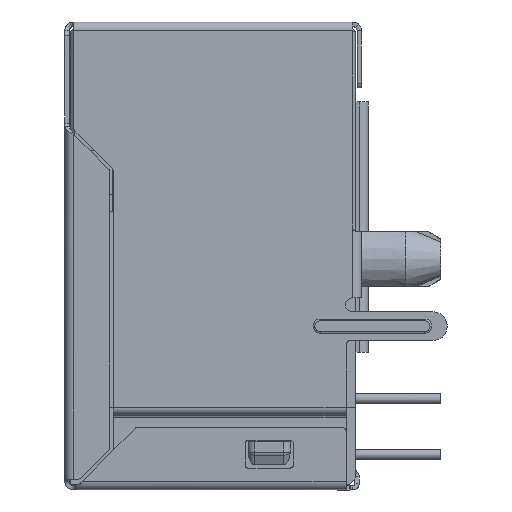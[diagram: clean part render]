
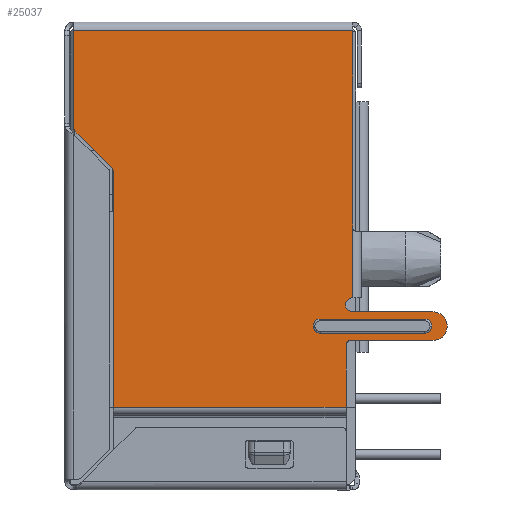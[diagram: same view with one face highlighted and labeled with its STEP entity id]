
A CAD part, left-side view. The second image highlights one B-rep face of the part: STEP entity #25037.
In plain terms, the highlighted planar face has unit normal (-1, 0, 0).
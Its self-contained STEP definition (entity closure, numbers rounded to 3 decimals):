
#830=FACE_BOUND('',#3376,.T.);
#1958=FACE_OUTER_BOUND('',#3375,.T.);
#3375=EDGE_LOOP('',(#21581,#21582,#21583,#21584,#21585,#21586,#21587,#21588,
#21589,#21590,#21591,#21592,#21593,#21594,#21595,#21596,#21597));
#3376=EDGE_LOOP('',(#21598,#21599,#21600,#21601));
#4141=CIRCLE('',#27213,0.2);
#4142=CIRCLE('',#27214,0.2);
#4143=CIRCLE('',#27215,0.2);
#4144=CIRCLE('',#27216,0.65);
#4145=CIRCLE('',#27217,0.325);
#4146=CIRCLE('',#27218,0.325);
#4147=CIRCLE('',#27219,0.325);
#6669=LINE('',#42001,#9461);
#6673=LINE('',#42010,#9465);
#6674=LINE('',#42013,#9466);
#6677=LINE('',#42022,#9469);
#6678=LINE('',#42026,#9470);
#6679=LINE('',#42028,#9471);
#6680=LINE('',#42030,#9472);
#6681=LINE('',#42034,#9473);
#6682=LINE('',#42038,#9474);
#6683=LINE('',#42041,#9475);
#6684=LINE('',#42043,#9476);
#6685=LINE('',#42044,#9477);
#6686=LINE('',#42049,#9478);
#6687=LINE('',#42052,#9479);
#9461=VECTOR('',#33410,12.7);
#9465=VECTOR('',#33420,8.643);
#9466=VECTOR('',#33423,0.3);
#9469=VECTOR('',#33430,2.38);
#9470=VECTOR('',#33433,10.751);
#9471=VECTOR('',#33434,10.6);
#9472=VECTOR('',#33435,2.841);
#9473=VECTOR('',#33438,3.75);
#9474=VECTOR('',#33441,3.65);
#9475=VECTOR('',#33444,10.);
#9476=VECTOR('',#33445,4.312);
#9477=VECTOR('',#33446,0.105);
#9478=VECTOR('',#33449,4.751);
#9479=VECTOR('',#33452,4.751);
#11764=VERTEX_POINT('',#41998);
#11765=VERTEX_POINT('',#42000);
#11766=VERTEX_POINT('',#42006);
#11768=VERTEX_POINT('',#42012);
#11770=VERTEX_POINT('',#42018);
#11771=VERTEX_POINT('',#42019);
#11772=VERTEX_POINT('',#42021);
#11773=VERTEX_POINT('',#42023);
#11774=VERTEX_POINT('',#42025);
#11775=VERTEX_POINT('',#42027);
#11776=VERTEX_POINT('',#42029);
#11777=VERTEX_POINT('',#42031);
#11778=VERTEX_POINT('',#42033);
#11779=VERTEX_POINT('',#42035);
#11780=VERTEX_POINT('',#42037);
#11781=VERTEX_POINT('',#42039);
#11782=VERTEX_POINT('',#42042);
#11783=VERTEX_POINT('',#42045);
#11784=VERTEX_POINT('',#42046);
#11785=VERTEX_POINT('',#42048);
#11786=VERTEX_POINT('',#42050);
#15097=EDGE_CURVE('',#11765,#11764,#6669,.T.);
#15102=EDGE_CURVE('',#11766,#11765,#6673,.T.);
#15103=EDGE_CURVE('',#11766,#11768,#6674,.T.);
#15106=EDGE_CURVE('',#11770,#11771,#4141,.T.);
#15107=EDGE_CURVE('',#11772,#11770,#6677,.T.);
#15108=EDGE_CURVE('',#11773,#11772,#4142,.T.);
#15109=EDGE_CURVE('',#11774,#11773,#6678,.T.);
#15110=EDGE_CURVE('',#11774,#11775,#6679,.T.);
#15111=EDGE_CURVE('',#11775,#11776,#6680,.T.);
#15112=EDGE_CURVE('',#11777,#11776,#4143,.T.);
#15113=EDGE_CURVE('',#11777,#11778,#6681,.T.);
#15114=EDGE_CURVE('',#11779,#11778,#4144,.T.);
#15115=EDGE_CURVE('',#11779,#11780,#6682,.T.);
#15116=EDGE_CURVE('',#11781,#11780,#4145,.T.);
#15117=EDGE_CURVE('',#11781,#11768,#6683,.T.);
#15118=EDGE_CURVE('',#11764,#11782,#6684,.T.);
#15119=EDGE_CURVE('',#11782,#11771,#6685,.T.);
#15120=EDGE_CURVE('',#11783,#11784,#4146,.T.);
#15121=EDGE_CURVE('',#11783,#11785,#6686,.T.);
#15122=EDGE_CURVE('',#11786,#11785,#4147,.T.);
#15123=EDGE_CURVE('',#11786,#11784,#6687,.T.);
#21581=ORIENTED_EDGE('',*,*,#15106,.F.);
#21582=ORIENTED_EDGE('',*,*,#15107,.F.);
#21583=ORIENTED_EDGE('',*,*,#15108,.F.);
#21584=ORIENTED_EDGE('',*,*,#15109,.F.);
#21585=ORIENTED_EDGE('',*,*,#15110,.T.);
#21586=ORIENTED_EDGE('',*,*,#15111,.T.);
#21587=ORIENTED_EDGE('',*,*,#15112,.F.);
#21588=ORIENTED_EDGE('',*,*,#15113,.T.);
#21589=ORIENTED_EDGE('',*,*,#15114,.F.);
#21590=ORIENTED_EDGE('',*,*,#15115,.T.);
#21591=ORIENTED_EDGE('',*,*,#15116,.F.);
#21592=ORIENTED_EDGE('',*,*,#15117,.T.);
#21593=ORIENTED_EDGE('',*,*,#15103,.F.);
#21594=ORIENTED_EDGE('',*,*,#15102,.T.);
#21595=ORIENTED_EDGE('',*,*,#15097,.T.);
#21596=ORIENTED_EDGE('',*,*,#15118,.T.);
#21597=ORIENTED_EDGE('',*,*,#15119,.T.);
#21598=ORIENTED_EDGE('',*,*,#15120,.F.);
#21599=ORIENTED_EDGE('',*,*,#15121,.T.);
#21600=ORIENTED_EDGE('',*,*,#15122,.F.);
#21601=ORIENTED_EDGE('',*,*,#15123,.T.);
#23780=PLANE('',#27212);
#25037=ADVANCED_FACE('',(#1958,#830),#23780,.T.);
#27212=AXIS2_PLACEMENT_3D('',#42017,#33426,#33427);
#27213=AXIS2_PLACEMENT_3D('',#42020,#33428,#33429);
#27214=AXIS2_PLACEMENT_3D('',#42024,#33431,#33432);
#27215=AXIS2_PLACEMENT_3D('',#42032,#33436,#33437);
#27216=AXIS2_PLACEMENT_3D('',#42036,#33439,#33440);
#27217=AXIS2_PLACEMENT_3D('',#42040,#33442,#33443);
#27218=AXIS2_PLACEMENT_3D('',#42047,#33447,#33448);
#27219=AXIS2_PLACEMENT_3D('',#42051,#33450,#33451);
#33410=DIRECTION('',(0.,1.,0.));
#33420=DIRECTION('',(0.,0.,1.));
#33423=DIRECTION('',(0.,0.,-1.));
#33426=DIRECTION('center_axis',(-1.,0.,0.));
#33427=DIRECTION('ref_axis',(0.,1.,0.));
#33428=DIRECTION('center_axis',(1.,0.,0.));
#33429=DIRECTION('ref_axis',(0.,0.707,-0.707));
#33430=DIRECTION('',(0.,0.707,0.707));
#33431=DIRECTION('center_axis',(-1.,0.,0.));
#33432=DIRECTION('ref_axis',(0.,-1.,0.));
#33433=DIRECTION('',(0.,0.,1.));
#33434=DIRECTION('',(0.,-1.,0.));
#33435=DIRECTION('',(0.,0.,1.));
#33436=DIRECTION('center_axis',(-1.,0.,0.));
#33437=DIRECTION('ref_axis',(0.,0.,1.));
#33438=DIRECTION('',(0.,-1.,0.));
#33439=DIRECTION('center_axis',(1.,0.,0.));
#33440=DIRECTION('ref_axis',(0.,0.,1.));
#33441=DIRECTION('',(0.,1.,0.));
#33442=DIRECTION('center_axis',(-1.,0.,0.));
#33443=DIRECTION('ref_axis',(0.,0.,1.));
#33444=DIRECTION('',(0.,0.,1.));
#33445=DIRECTION('',(0.,0.,-1.));
#33446=DIRECTION('',(0.,0.,-1.));
#33447=DIRECTION('center_axis',(-1.,0.,0.));
#33448=DIRECTION('ref_axis',(0.,0.,1.));
#33449=DIRECTION('',(0.,-1.,0.));
#33450=DIRECTION('center_axis',(-1.,0.,0.));
#33451=DIRECTION('ref_axis',(0.,0.,1.));
#33452=DIRECTION('',(0.,1.,0.));
#41998=CARTESIAN_POINT('',(-7.95,6.35,20.9));
#42000=CARTESIAN_POINT('',(-7.95,-6.35,20.9));
#42001=CARTESIAN_POINT('',(-7.95,-6.35,20.9));
#42006=CARTESIAN_POINT('',(-7.95,-6.35,12.257));
#42010=CARTESIAN_POINT('',(-7.95,-6.35,12.257));
#42012=CARTESIAN_POINT('',(-7.95,-6.35,11.957));
#42013=CARTESIAN_POINT('',(-7.95,-6.35,12.257));
#42017=CARTESIAN_POINT('Origin',(-7.95,3.332,21.3));
#42018=CARTESIAN_POINT('',(-7.95,6.291,16.341));
#42019=CARTESIAN_POINT('',(-7.95,6.35,16.483));
#42020=CARTESIAN_POINT('Origin',(-7.95,6.15,16.483));
#42021=CARTESIAN_POINT('',(-7.95,4.609,14.659));
#42022=CARTESIAN_POINT('',(-7.95,4.609,14.659));
#42023=CARTESIAN_POINT('',(-7.95,4.55,14.517));
#42024=CARTESIAN_POINT('Origin',(-7.95,4.75,14.517));
#42025=CARTESIAN_POINT('',(-7.95,4.55,3.766));
#42026=CARTESIAN_POINT('',(-7.95,4.55,3.766));
#42027=CARTESIAN_POINT('',(-7.95,-6.05,3.766));
#42028=CARTESIAN_POINT('',(-7.95,4.55,3.766));
#42029=CARTESIAN_POINT('',(-7.95,-6.05,6.607));
#42030=CARTESIAN_POINT('',(-7.95,-6.05,3.766));
#42031=CARTESIAN_POINT('',(-7.95,-6.25,6.807));
#42032=CARTESIAN_POINT('Origin',(-7.95,-6.25,6.607));
#42033=CARTESIAN_POINT('',(-7.95,-10.,6.807));
#42034=CARTESIAN_POINT('',(-7.95,-6.25,6.807));
#42035=CARTESIAN_POINT('',(-7.95,-10.,8.107));
#42036=CARTESIAN_POINT('Origin',(-7.95,-10.,7.457));
#42037=CARTESIAN_POINT('',(-7.95,-6.35,8.107));
#42038=CARTESIAN_POINT('',(-7.95,-10.,8.107));
#42039=CARTESIAN_POINT('',(-7.95,-6.35,8.757));
#42040=CARTESIAN_POINT('Origin',(-7.95,-6.35,8.432));
#42041=CARTESIAN_POINT('',(-7.95,-6.35,8.757));
#42042=CARTESIAN_POINT('',(-7.95,6.35,16.588));
#42043=CARTESIAN_POINT('',(-7.95,6.35,20.9));
#42044=CARTESIAN_POINT('',(-7.95,6.35,16.588));
#42045=CARTESIAN_POINT('',(-7.95,-4.875,7.782));
#42046=CARTESIAN_POINT('',(-7.95,-4.875,7.132));
#42047=CARTESIAN_POINT('Origin',(-7.95,-4.875,7.457));
#42048=CARTESIAN_POINT('',(-7.95,-9.625,7.782));
#42049=CARTESIAN_POINT('',(-7.95,-4.875,7.782));
#42050=CARTESIAN_POINT('',(-7.95,-9.625,7.132));
#42051=CARTESIAN_POINT('Origin',(-7.95,-9.625,7.457));
#42052=CARTESIAN_POINT('',(-7.95,-9.625,7.132));
